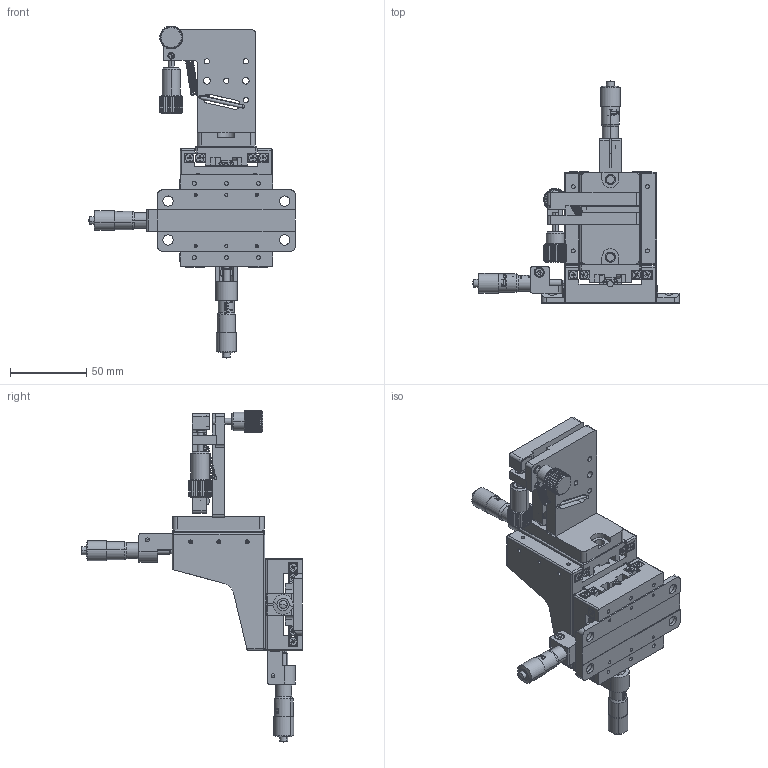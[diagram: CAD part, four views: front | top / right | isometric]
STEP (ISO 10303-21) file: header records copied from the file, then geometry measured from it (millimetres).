
FILE_DESCRIPTION (( 'STEP AP203' ), '1' );
FILE_NAME ('06MTA-2L.STEP', '2020-06-20T07:44:41', ( '' ), ( '' ), 'SwSTEP 2.0', 'SolidWorks 2016', '' );
FILE_SCHEMA (( 'CONFIG_CONTROL_DESIGN' ));
Length unit declared in the file: millimetre
Products named in the file (1): 06MTA-2L
Bounding box: 134.9 x 145.15 x 217.1 mm (x, y, z)
Surface area: 110876.3 mm2 (no closed solid volume)
Topology: 0 solids, 124 shells, 1550 faces, 6579 edges, 5050 vertices
Faces by surface type: plane 819, cylinder 557, cone 116, torus 24, sphere 20, bspline 14
Entity records: 86046 total; most frequent: CARTESIAN_POINT 34460, DIRECTION 10085, ORIENTED_EDGE 9589, EDGE_CURVE 6545, VERTEX_POINT 5046, AXIS2_PLACEMENT_3D 3367, LINE 3351, VECTOR 3351
